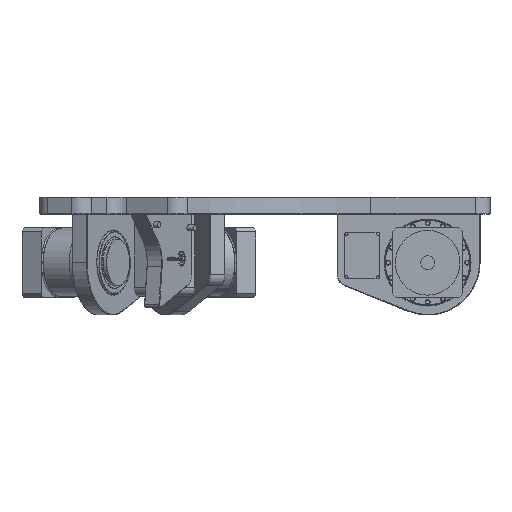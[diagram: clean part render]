
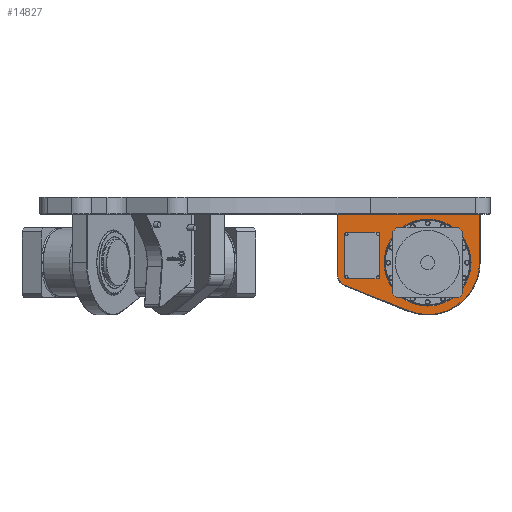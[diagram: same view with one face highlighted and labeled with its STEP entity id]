
A CAD part, front view. The second image highlights one B-rep face of the part: STEP entity #14827.
In plain terms, the highlighted planar face has unit normal (0, -1, 0).
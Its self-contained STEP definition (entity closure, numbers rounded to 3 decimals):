
#529=LINE('',#22096,#1506);
#534=LINE('',#22109,#1511);
#538=LINE('',#22121,#1515);
#542=LINE('',#22133,#1519);
#954=LINE('',#36847,#1931);
#1108=LINE('',#38201,#2085);
#1109=LINE('',#38204,#2086);
#1110=LINE('',#38206,#2087);
#1506=VECTOR('',#17346,54.);
#1511=VECTOR('',#17359,74.);
#1515=VECTOR('',#17371,54.);
#1519=VECTOR('',#17383,74.);
#1931=VECTOR('',#18757,243.);
#2085=VECTOR('',#20293,117.323);
#2086=VECTOR('',#20296,82.5);
#2087=VECTOR('',#20297,103.469);
#2767=FACE_BOUND('',#4420,.T.);
#2768=FACE_BOUND('',#4421,.T.);
#3402=FACE_OUTER_BOUND('',#4419,.T.);
#4419=EDGE_LOOP('',(#12115,#12116,#12117,#12118,#12119,#12120));
#4420=EDGE_LOOP('',(#12121,#12122,#12123,#12124,#12125,#12126,#12127,#12128));
#4421=EDGE_LOOP('',(#12129,#12130));
#4895=CIRCLE('',#15305,3.);
#4897=CIRCLE('',#15309,3.);
#4899=CIRCLE('',#15313,3.);
#4901=CIRCLE('',#15317,3.);
#5543=CIRCLE('',#16375,74.5);
#5544=CIRCLE('',#16376,74.5);
#5631=CIRCLE('',#16487,89.);
#5632=CIRCLE('',#16488,19.);
#5972=VERTEX_POINT('',#22093);
#5973=VERTEX_POINT('',#22095);
#5975=VERTEX_POINT('',#22101);
#5977=VERTEX_POINT('',#22107);
#5979=VERTEX_POINT('',#22113);
#5981=VERTEX_POINT('',#22119);
#5983=VERTEX_POINT('',#22125);
#5985=VERTEX_POINT('',#22131);
#6545=VERTEX_POINT('',#36844);
#6546=VERTEX_POINT('',#36846);
#6943=VERTEX_POINT('',#37966);
#6944=VERTEX_POINT('',#37968);
#7024=VERTEX_POINT('',#38199);
#7025=VERTEX_POINT('',#38200);
#7026=VERTEX_POINT('',#38202);
#7027=VERTEX_POINT('',#38205);
#7460=EDGE_CURVE('',#5973,#5972,#529,.T.);
#7464=EDGE_CURVE('',#5972,#5975,#4895,.T.);
#7467=EDGE_CURVE('',#5975,#5977,#534,.T.);
#7470=EDGE_CURVE('',#5977,#5979,#4897,.T.);
#7473=EDGE_CURVE('',#5979,#5981,#538,.T.);
#7476=EDGE_CURVE('',#5981,#5983,#4899,.T.);
#7479=EDGE_CURVE('',#5983,#5985,#542,.T.);
#7481=EDGE_CURVE('',#5985,#5973,#4901,.T.);
#8255=EDGE_CURVE('',#6545,#6546,#954,.T.);
#8787=EDGE_CURVE('',#6943,#6944,#5543,.T.);
#8788=EDGE_CURVE('',#6944,#6943,#5544,.T.);
#8885=EDGE_CURVE('',#7024,#7025,#1108,.T.);
#8886=EDGE_CURVE('',#7026,#7024,#5631,.T.);
#8887=EDGE_CURVE('',#6546,#7026,#1109,.T.);
#8888=EDGE_CURVE('',#7027,#6545,#1110,.T.);
#8889=EDGE_CURVE('',#7025,#7027,#5632,.T.);
#12115=ORIENTED_EDGE('',*,*,#8885,.F.);
#12116=ORIENTED_EDGE('',*,*,#8886,.F.);
#12117=ORIENTED_EDGE('',*,*,#8887,.F.);
#12118=ORIENTED_EDGE('',*,*,#8255,.F.);
#12119=ORIENTED_EDGE('',*,*,#8888,.F.);
#12120=ORIENTED_EDGE('',*,*,#8889,.F.);
#12121=ORIENTED_EDGE('',*,*,#7460,.T.);
#12122=ORIENTED_EDGE('',*,*,#7464,.T.);
#12123=ORIENTED_EDGE('',*,*,#7467,.T.);
#12124=ORIENTED_EDGE('',*,*,#7470,.T.);
#12125=ORIENTED_EDGE('',*,*,#7473,.T.);
#12126=ORIENTED_EDGE('',*,*,#7476,.T.);
#12127=ORIENTED_EDGE('',*,*,#7479,.T.);
#12128=ORIENTED_EDGE('',*,*,#7481,.T.);
#12129=ORIENTED_EDGE('',*,*,#8788,.F.);
#12130=ORIENTED_EDGE('',*,*,#8787,.F.);
#14120=PLANE('',#16486);
#14827=ADVANCED_FACE('',(#3402,#2767,#2768),#14120,.T.);
#15305=AXIS2_PLACEMENT_3D('',#22103,#17353,#17354);
#15309=AXIS2_PLACEMENT_3D('',#22115,#17365,#17366);
#15313=AXIS2_PLACEMENT_3D('',#22127,#17377,#17378);
#15317=AXIS2_PLACEMENT_3D('',#22136,#17388,#17389);
#16375=AXIS2_PLACEMENT_3D('',#37969,#20060,#20061);
#16376=AXIS2_PLACEMENT_3D('',#37970,#20062,#20063);
#16486=AXIS2_PLACEMENT_3D('',#38198,#20291,#20292);
#16487=AXIS2_PLACEMENT_3D('',#38203,#20294,#20295);
#16488=AXIS2_PLACEMENT_3D('',#38207,#20298,#20299);
#17346=DIRECTION('',(1.,0.,0.));
#17353=DIRECTION('center_axis',(0.,1.,0.));
#17354=DIRECTION('ref_axis',(1.,0.,0.));
#17359=DIRECTION('',(0.,0.,-1.));
#17365=DIRECTION('center_axis',(0.,1.,0.));
#17366=DIRECTION('ref_axis',(0.,0.,-1.));
#17371=DIRECTION('',(-1.,0.,0.));
#17377=DIRECTION('center_axis',(0.,1.,0.));
#17378=DIRECTION('ref_axis',(-1.,0.,0.));
#17383=DIRECTION('',(0.,0.,1.));
#17388=DIRECTION('center_axis',(0.,1.,0.));
#17389=DIRECTION('ref_axis',(0.,0.,1.));
#18757=DIRECTION('',(1.,0.,0.));
#20060=DIRECTION('center_axis',(0.,-1.,0.));
#20061=DIRECTION('ref_axis',(-1.,0.,0.));
#20062=DIRECTION('center_axis',(0.,-1.,0.));
#20063=DIRECTION('ref_axis',(-1.,0.,0.));
#20291=DIRECTION('center_axis',(0.,-1.,0.));
#20292=DIRECTION('ref_axis',(0.,0.,-1.));
#20293=DIRECTION('',(-0.927,0.,0.374));
#20294=DIRECTION('center_axis',(0.,1.,0.));
#20295=DIRECTION('ref_axis',(-0.6,0.,-0.8));
#20296=DIRECTION('',(0.,0.,-1.));
#20297=DIRECTION('',(0.,0.,1.));
#20298=DIRECTION('center_axis',(0.,1.,0.));
#20299=DIRECTION('ref_axis',(-0.829,0.,-0.559));
#22093=CARTESIAN_POINT('',(245.,-81.,-30.5));
#22095=CARTESIAN_POINT('',(191.,-81.,-30.5));
#22096=CARTESIAN_POINT('',(191.,-81.,-30.5));
#22101=CARTESIAN_POINT('',(248.,-81.,-33.5));
#22103=CARTESIAN_POINT('Origin',(245.,-81.,-33.5));
#22107=CARTESIAN_POINT('',(248.,-81.,-107.5));
#22109=CARTESIAN_POINT('',(248.,-81.,-33.5));
#22113=CARTESIAN_POINT('',(245.,-81.,-110.5));
#22115=CARTESIAN_POINT('Origin',(245.,-81.,-107.5));
#22119=CARTESIAN_POINT('',(191.,-81.,-110.5));
#22121=CARTESIAN_POINT('',(245.,-81.,-110.5));
#22125=CARTESIAN_POINT('',(188.,-81.,-107.5));
#22127=CARTESIAN_POINT('Origin',(191.,-81.,-107.5));
#22131=CARTESIAN_POINT('',(188.,-81.,-33.5));
#22133=CARTESIAN_POINT('',(188.,-81.,-107.5));
#22136=CARTESIAN_POINT('Origin',(191.,-81.,-33.5));
#36844=CARTESIAN_POINT('',(176.,-81.,0.));
#36846=CARTESIAN_POINT('',(419.,-81.,0.));
#36847=CARTESIAN_POINT('',(176.,-81.,0.));
#37966=CARTESIAN_POINT('',(404.5,-81.,-82.5));
#37968=CARTESIAN_POINT('',(330.,-81.,-8.));
#37969=CARTESIAN_POINT('Origin',(330.,-81.,-82.5));
#37970=CARTESIAN_POINT('Origin',(330.,-81.,-82.5));
#38198=CARTESIAN_POINT('Origin',(116.,-81.,0.));
#38199=CARTESIAN_POINT('',(296.67,-81.,-165.023));
#38200=CARTESIAN_POINT('',(187.885,-81.,-121.087));
#38201=CARTESIAN_POINT('',(296.67,-81.,-165.023));
#38202=CARTESIAN_POINT('',(419.,-81.,-82.5));
#38203=CARTESIAN_POINT('Origin',(330.,-81.,-82.5));
#38204=CARTESIAN_POINT('',(419.,-81.,0.));
#38205=CARTESIAN_POINT('',(176.,-81.,-103.469));
#38206=CARTESIAN_POINT('',(176.,-81.,-103.469));
#38207=CARTESIAN_POINT('Origin',(195.,-81.,-103.469));
